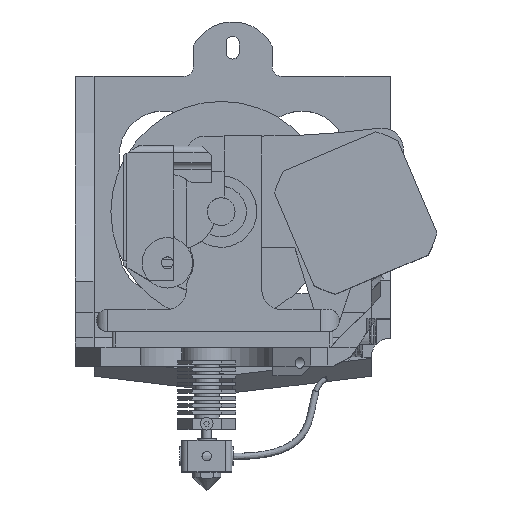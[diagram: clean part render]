
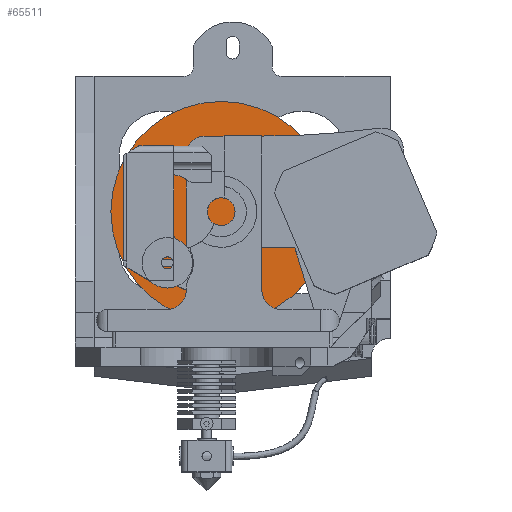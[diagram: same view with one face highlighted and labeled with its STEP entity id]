
A CAD part, top view. The second image highlights one B-rep face of the part: STEP entity #65511.
In plain terms, the highlighted planar face has unit normal (0, 0, 1).
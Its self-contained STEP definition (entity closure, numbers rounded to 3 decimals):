
#65427 = EDGE_CURVE('',#65428,#65428,#65430,.T.);
#65428 = VERTEX_POINT('',#65429);
#65429 = CARTESIAN_POINT('',(39.6,38.,-5.));
#65430 = SURFACE_CURVE('',#65431,(#65436,#65448),.PCURVE_S1.);
#65431 = CIRCLE('',#65432,35.);
#65432 = AXIS2_PLACEMENT_3D('',#65433,#65434,#65435);
#65433 = CARTESIAN_POINT('',(4.6,38.,-5.));
#65434 = DIRECTION('',(0.,0.,1.));
#65435 = DIRECTION('',(1.,0.,0.));
#65436 = PCURVE('',#65437,#65442);
#65437 = CYLINDRICAL_SURFACE('',#65438,35.);
#65438 = AXIS2_PLACEMENT_3D('',#65439,#65440,#65441);
#65439 = CARTESIAN_POINT('',(4.6,38.,-25.));
#65440 = DIRECTION('',(0.,0.,1.));
#65441 = DIRECTION('',(1.,0.,0.));
#65442 = DEFINITIONAL_REPRESENTATION('',(#65443),#65447);
#65443 = LINE('',#65444,#65445);
#65444 = CARTESIAN_POINT('',(0.,20.));
#65445 = VECTOR('',#65446,1.);
#65446 = DIRECTION('',(1.,0.));
#65447 = ( GEOMETRIC_REPRESENTATION_CONTEXT(2) 
PARAMETRIC_REPRESENTATION_CONTEXT() REPRESENTATION_CONTEXT('2D SPACE',''
  ) );
#65448 = PCURVE('',#65449,#65454);
#65449 = PLANE('',#65450);
#65450 = AXIS2_PLACEMENT_3D('',#65451,#65452,#65453);
#65451 = CARTESIAN_POINT('',(4.6,38.,-5.));
#65452 = DIRECTION('',(0.,0.,1.));
#65453 = DIRECTION('',(1.,0.,0.));
#65454 = DEFINITIONAL_REPRESENTATION('',(#65455),#65459);
#65455 = CIRCLE('',#65456,35.);
#65456 = AXIS2_PLACEMENT_2D('',#65457,#65458);
#65457 = CARTESIAN_POINT('',(0.,0.));
#65458 = DIRECTION('',(1.,0.));
#65459 = ( GEOMETRIC_REPRESENTATION_CONTEXT(2) 
PARAMETRIC_REPRESENTATION_CONTEXT() REPRESENTATION_CONTEXT('2D SPACE',''
  ) );
#65511 = ADVANCED_FACE('',(#65512),#65449,.T.);
#65512 = FACE_BOUND('',#65513,.T.);
#65513 = EDGE_LOOP('',(#65514));
#65514 = ORIENTED_EDGE('',*,*,#65427,.T.);
